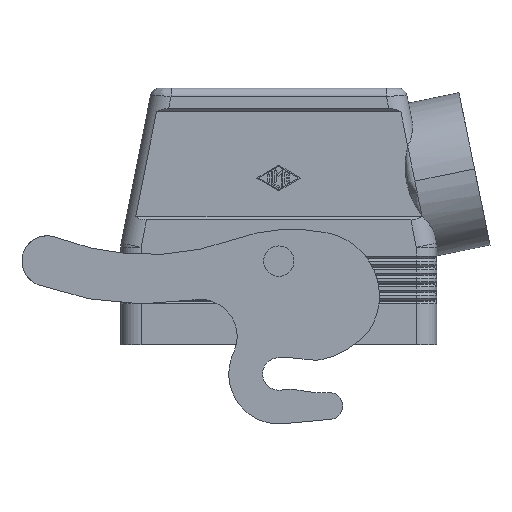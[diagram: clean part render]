
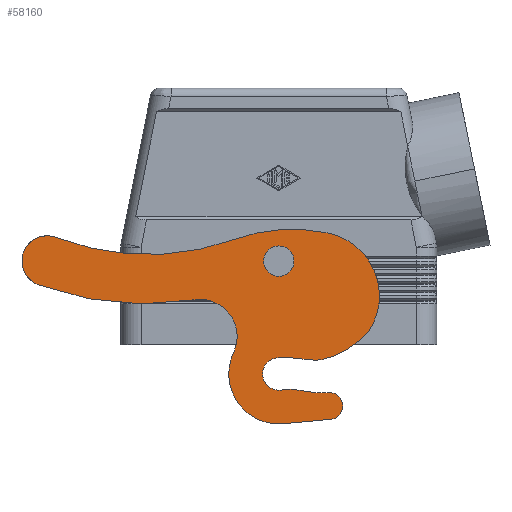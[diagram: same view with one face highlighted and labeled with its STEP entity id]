
A CAD part, front view. The second image highlights one B-rep face of the part: STEP entity #58160.
In plain terms, the highlighted planar face has unit normal (0, -1, 0).
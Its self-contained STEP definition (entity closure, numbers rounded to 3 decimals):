
#60=CARTESIAN_POINT('',(1.371,-25.75,-23.336));
#70=DIRECTION('',(0.996,0.,0.093));
#80=VECTOR('',#70,1.);
#90=LINE('',#60,#80);
#100=CARTESIAN_POINT('',(1.371,-25.75,-23.336));
#110=VERTEX_POINT('',#100);
#120=CARTESIAN_POINT('',(15.366,-25.75,-22.034));
#130=VERTEX_POINT('',#120);
#140=EDGE_CURVE('',#110,#130,#90,.T.);
#41750=CARTESIAN_POINT('',(10.8,-25.75,14.5));
#41760=DIRECTION('',(0.,-1.,0.));
#41770=DIRECTION('',(1.,0.,0.));
#41780=AXIS2_PLACEMENT_3D('',#41750,#41760,#41770);
#41790=CIRCLE('',#41780,19.);
#41800=CARTESIAN_POINT('',(7.814,-25.75,-4.264));
#41810=VERTEX_POINT('',#41800);
#41820=CARTESIAN_POINT('',(12.508,-25.75,-4.423));
#41830=VERTEX_POINT('',#41820);
#41840=EDGE_CURVE('',#41810,#41830,#41790,.T.);
#42170=CARTESIAN_POINT('',(0.,-25.75,
-8.6));
#42180=DIRECTION('',(0.,-1.,0.));
#42190=DIRECTION('',(1.,0.,0.));
#42200=AXIS2_PLACEMENT_3D('',#42170,#42180,#42190);
#42210=CIRCLE('',#42200,4.8);
#42220=CARTESIAN_POINT('',(-0.208,-25.75,-3.805))
;
#42230=VERTEX_POINT('',#42220);
#42240=CARTESIAN_POINT('',(0.418,-25.75,-13.382));
#42250=VERTEX_POINT('',#42240);
#42260=EDGE_CURVE('',#42230,#42250,#42210,.T.);
#43070=CARTESIAN_POINT('',(-68.5,-25.75,24.8));
#43080=DIRECTION('',(0.,-1.,0.));
#43090=DIRECTION('',(1.,0.,0.));
#43100=AXIS2_PLACEMENT_3D('',#43070,#43080,#43090);
#43110=CIRCLE('',#43100,7.5);
#43120=CARTESIAN_POINT('',(-65.791,-25.75,31.794));
#43130=VERTEX_POINT('',#43120);
#43140=CARTESIAN_POINT('',(-71.113,-25.75,17.77));
#43150=VERTEX_POINT('',#43140);
#43160=EDGE_CURVE('',#43130,#43150,#43110,.T.);
#43530=CARTESIAN_POINT('',(4.,-25.75,-15.8));
#43540=DIRECTION('',(0.,-1.,0.));
#43550=DIRECTION('',(1.,0.,0.));
#43560=AXIS2_PLACEMENT_3D('',#43530,#43540,#43550);
#43570=CIRCLE('',#43560,50.046);
#43580=CARTESIAN_POINT('',(14.289,-25.75,33.177));
#43590=VERTEX_POINT('',#43580);
#43600=CARTESIAN_POINT('',(-13.089,-25.75,31.238));
#43610=VERTEX_POINT('',#43600);
#43620=EDGE_CURVE('',#43590,#43610,#43570,.T.);
#43950=CARTESIAN_POINT('',(0.,-25.75,
-8.6));
#43960=DIRECTION('',(0.,-1.,0.));
#43970=DIRECTION('',(1.,0.,0.));
#43980=AXIS2_PLACEMENT_3D('',#43950,#43960,#43970);
#43990=CIRCLE('',#43980,14.8);
#44000=CARTESIAN_POINT('',(-13.366,-25.75,-2.245));
#44010=VERTEX_POINT('',#44000);
#44020=EDGE_CURVE('',#44010,#110,#43990,.T.);
#45400=CARTESIAN_POINT('',(6.5,-25.75,21.9));
#45410=DIRECTION('',(0.,-1.,0.));
#45420=DIRECTION('',(1.,0.,0.));
#45430=AXIS2_PLACEMENT_3D('',#45400,#45410,#45420);
#45440=CIRCLE('',#45430,27.);
#45450=CARTESIAN_POINT('',(26.395,-25.75,3.646));
#45460=VERTEX_POINT('',#45450);
#45470=EDGE_CURVE('',#41830,#45460,#45440,.T.);
#45730=CARTESIAN_POINT('',(-23.301,-25.75,2.478));
#45740=DIRECTION('',(0.,-1.,0.));
#45750=DIRECTION('',(1.,0.,0.));
#45760=AXIS2_PLACEMENT_3D('',#45730,#45740,#45750);
#45770=CIRCLE('',#45760,11.);
#45780=CARTESIAN_POINT('',(-25.092,-25.75,13.331));
#45790=VERTEX_POINT('',#45780);
#45800=EDGE_CURVE('',#44010,#45790,#45770,.T.);
#46330=CARTESIAN_POINT('',(15.,-25.75,-18.1));
#46340=DIRECTION('',(0.,-1.,0.));
#46350=DIRECTION('',(1.,0.,0.));
#46360=AXIS2_PLACEMENT_3D('',#46330,#46340,#46350);
#46370=CIRCLE('',#46360,3.951);
#46380=CARTESIAN_POINT('',(14.68,-25.75,-14.162));
#46390=VERTEX_POINT('',#46380);
#46400=EDGE_CURVE('',#130,#46390,#46370,.T.);
#46660=CARTESIAN_POINT('',(0.418,-25.75,-13.382));
#46670=DIRECTION('',(0.996,0.,0.087));
#46680=VECTOR('',#46670,1.);
#46690=LINE('',#46660,#46680);
#46700=CARTESIAN_POINT('',(2.504,-25.75,-13.199));
#46710=VERTEX_POINT('',#46700);
#46720=EDGE_CURVE('',#42250,#46710,#46690,.T.);
#47880=CARTESIAN_POINT('',(4.767,-25.75,-13.259));
#47890=DIRECTION('',(0.99,0.,-0.139));
#47900=VECTOR('',#47890,1.);
#47910=LINE('',#47880,#47900);
#47920=CARTESIAN_POINT('',(4.767,-25.75,-13.259));
#47930=VERTEX_POINT('',#47920);
#47940=CARTESIAN_POINT('',(10.277,-25.75,-14.033));
#47950=VERTEX_POINT('',#47940);
#47960=EDGE_CURVE('',#47930,#47950,#47910,.T.);
#50430=CARTESIAN_POINT('',(13.061,-25.75,5.772));
#50440=DIRECTION('',(0.,-1.,0.));
#50450=DIRECTION('',(1.,0.,0.));
#50460=AXIS2_PLACEMENT_3D('',#50430,#50440,#50450);
#50470=CIRCLE('',#50460,20.);
#50480=EDGE_CURVE('',#47950,#46390,#50470,.T.);
#50670=CARTESIAN_POINT('',(10.8,-25.75,14.5));
#50680=DIRECTION('',(0.,-1.,0.));
#50690=DIRECTION('',(1.,0.,0.));
#50700=AXIS2_PLACEMENT_3D('',#50670,#50680,#50690);
#50710=CIRCLE('',#50700,19.);
#50720=EDGE_CURVE('',#45460,#43590,#50710,.T.);
#52870=CARTESIAN_POINT('',(3.375,-25.75,-23.161));
#52880=DIRECTION('',(0.,-1.,0.));
#52890=DIRECTION('',(1.,0.,0.));
#52900=AXIS2_PLACEMENT_3D('',#52870,#52880,#52890);
#52910=CIRCLE('',#52900,10.);
#52920=EDGE_CURVE('',#47930,#46710,#52910,.T.);
#54040=CARTESIAN_POINT('',(-38.7,-25.75,101.73));
#54050=DIRECTION('',(0.,-1.,0.));
#54060=DIRECTION('',(1.,0.,0.));
#54070=AXIS2_PLACEMENT_3D('',#54040,#54050,#54060);
#54080=CIRCLE('',#54070,75.);
#54090=EDGE_CURVE('',#43130,#43610,#54080,.T.);
#56660=CARTESIAN_POINT('',(1.528,-25.75,-43.767));
#56670=DIRECTION('',(0.,-1.,0.));
#56680=DIRECTION('',(1.,0.,0.));
#56690=AXIS2_PLACEMENT_3D('',#56660,#56670,#56680);
#56700=CIRCLE('',#56690,40.);
#56710=EDGE_CURVE('',#41810,#42230,#56700,.T.);
#57710=CARTESIAN_POINT('',(96.984,-25.75,-58.637));
#57720=DIRECTION('',(0.,-1.,0.));
#57730=DIRECTION('',(1.,0.,0.));
#57740=AXIS2_PLACEMENT_3D('',#57710,#57720,#57730);
#57750=PLANE('',#57740);
#57760=CARTESIAN_POINT('',(0.,-25.75,24.8));
#57770=DIRECTION('',(0.,-1.,0.));
#57780=DIRECTION('',(1.,0.,0.));
#57790=AXIS2_PLACEMENT_3D('',#57760,#57770,#57780);
#57800=CIRCLE('',#57790,4.5);
#57810=CARTESIAN_POINT('',(4.5,-25.75,24.8));
#57820=VERTEX_POINT('',#57810);
#57830=CARTESIAN_POINT('',(-4.5,-25.75,24.8));
#57840=VERTEX_POINT('',#57830);
#57850=EDGE_CURVE('',#57820,#57840,#57800,.T.);
#57860=ORIENTED_EDGE('',*,*,#57850,.F.);
#57870=EDGE_CURVE('',#57840,#57820,#57800,.T.);
#57880=ORIENTED_EDGE('',*,*,#57870,.F.);
#57890=EDGE_LOOP('',(#57880,#57860));
#57900=FACE_BOUND('',#57890,.T.);
#57910=ORIENTED_EDGE('',*,*,#54090,.F.);
#57920=ORIENTED_EDGE('',*,*,#43620,.T.);
#57930=ORIENTED_EDGE('',*,*,#50720,.T.);
#57940=ORIENTED_EDGE('',*,*,#45470,.T.);
#57950=ORIENTED_EDGE('',*,*,#41840,.T.);
#57960=ORIENTED_EDGE('',*,*,#56710,.F.);
#57970=ORIENTED_EDGE('',*,*,#42260,.F.);
#57980=ORIENTED_EDGE('',*,*,#46720,.F.);
#57990=ORIENTED_EDGE('',*,*,#52920,.T.);
#58000=ORIENTED_EDGE('',*,*,#47960,.F.);
#58010=ORIENTED_EDGE('',*,*,#50480,.F.);
#58020=ORIENTED_EDGE('',*,*,#46400,.T.);
#58030=ORIENTED_EDGE('',*,*,#140,.T.);
#58040=ORIENTED_EDGE('',*,*,#44020,.T.);
#58050=ORIENTED_EDGE('',*,*,#45800,.F.);
#58060=CARTESIAN_POINT('',(-39.752,-25.75,102.129));
#58070=DIRECTION('',(0.,-1.,0.));
#58080=DIRECTION('',(1.,0.,0.));
#58090=AXIS2_PLACEMENT_3D('',#58060,#58070,#58080);
#58100=CIRCLE('',#58090,90.);
#58110=EDGE_CURVE('',#43150,#45790,#58100,.T.);
#58120=ORIENTED_EDGE('',*,*,#58110,.T.);
#58130=ORIENTED_EDGE('',*,*,#43160,.T.);
#58140=EDGE_LOOP('',(#58130,#58120,#58050,#58040,#58030,#58020,#58010,
#58000,#57990,#57980,#57970,#57960,#57950,#57940,#57930,#57920,#57910));
#58150=FACE_OUTER_BOUND('',#58140,.T.);
#58160=ADVANCED_FACE('',(#57900,#58150),#57750,.T.);
